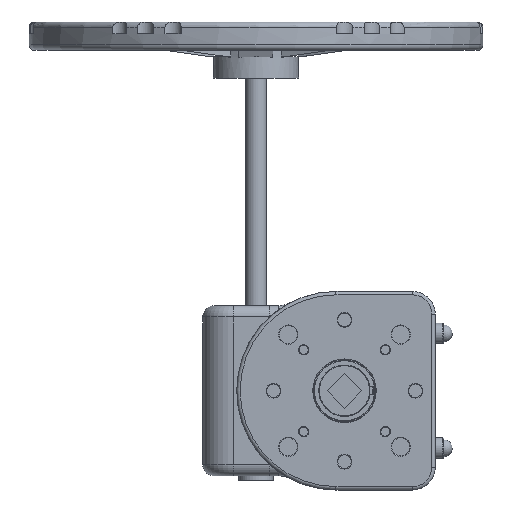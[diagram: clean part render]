
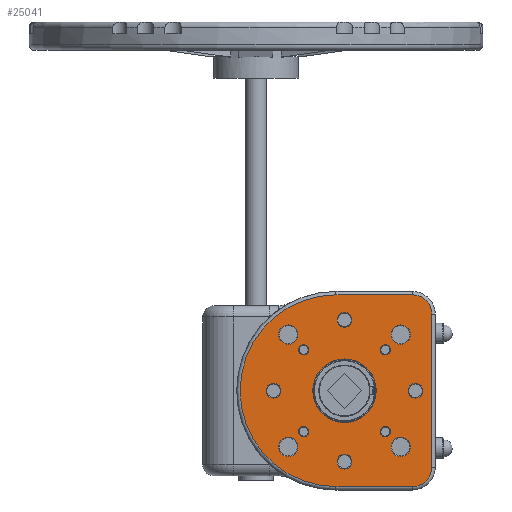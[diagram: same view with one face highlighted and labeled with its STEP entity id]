
A CAD part, front view. The second image highlights one B-rep face of the part: STEP entity #25041.
In plain terms, the highlighted face is planar.
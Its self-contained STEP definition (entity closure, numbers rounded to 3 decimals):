
#222=FACE_BOUND('',#4755,.T.);
#223=FACE_BOUND('',#4756,.T.);
#224=FACE_BOUND('',#4757,.T.);
#225=FACE_BOUND('',#4758,.T.);
#226=FACE_BOUND('',#4759,.T.);
#227=FACE_BOUND('',#4760,.T.);
#228=FACE_BOUND('',#4761,.T.);
#229=FACE_BOUND('',#4762,.T.);
#230=FACE_BOUND('',#4763,.T.);
#231=FACE_BOUND('',#4764,.T.);
#232=FACE_BOUND('',#4765,.T.);
#233=FACE_BOUND('',#4766,.T.);
#234=FACE_BOUND('',#4767,.T.);
#1833=PLANE('',#27514);
#3218=FACE_OUTER_BOUND('',#4754,.T.);
#4754=EDGE_LOOP('',(#21182,#21183,#21184,#21185,#21186,#21187));
#4755=EDGE_LOOP('',(#21188));
#4756=EDGE_LOOP('',(#21189));
#4757=EDGE_LOOP('',(#21190));
#4758=EDGE_LOOP('',(#21191));
#4759=EDGE_LOOP('',(#21192));
#4760=EDGE_LOOP('',(#21193));
#4761=EDGE_LOOP('',(#21194));
#4762=EDGE_LOOP('',(#21195));
#4763=EDGE_LOOP('',(#21196));
#4764=EDGE_LOOP('',(#21197));
#4765=EDGE_LOOP('',(#21198));
#4766=EDGE_LOOP('',(#21199));
#4767=EDGE_LOOP('',(#21200));
#6320=LINE('',#52527,#7860);
#6321=LINE('',#52531,#7861);
#6322=LINE('',#52535,#7862);
#7860=VECTOR('',#33588,10.);
#7861=VECTOR('',#33591,10.);
#7862=VECTOR('',#33594,10.);
#9091=CIRCLE('',#27511,6.5);
#9094=CIRCLE('',#27515,17.);
#9095=CIRCLE('',#27516,17.);
#9096=CIRCLE('',#27517,84.5);
#9097=CIRCLE('',#27518,6.5);
#9098=CIRCLE('',#27519,6.5);
#9099=CIRCLE('',#27520,4.5);
#9100=CIRCLE('',#27521,8.5);
#9101=CIRCLE('',#27522,4.5);
#9102=CIRCLE('',#27523,8.5);
#9103=CIRCLE('',#27524,28.);
#9104=CIRCLE('',#27525,4.5);
#9105=CIRCLE('',#27526,8.5);
#9106=CIRCLE('',#27527,4.5);
#9107=CIRCLE('',#27528,8.5);
#9108=CIRCLE('',#27529,6.5);
#11155=VERTEX_POINT('',#52517);
#11158=VERTEX_POINT('',#52525);
#11159=VERTEX_POINT('',#52526);
#11160=VERTEX_POINT('',#52528);
#11161=VERTEX_POINT('',#52530);
#11162=VERTEX_POINT('',#52532);
#11163=VERTEX_POINT('',#52534);
#11164=VERTEX_POINT('',#52537);
#11165=VERTEX_POINT('',#52539);
#11166=VERTEX_POINT('',#52541);
#11167=VERTEX_POINT('',#52543);
#11168=VERTEX_POINT('',#52545);
#11169=VERTEX_POINT('',#52547);
#11170=VERTEX_POINT('',#52549);
#11171=VERTEX_POINT('',#52551);
#11172=VERTEX_POINT('',#52553);
#11173=VERTEX_POINT('',#52555);
#11174=VERTEX_POINT('',#52557);
#11175=VERTEX_POINT('',#52559);
#14531=EDGE_CURVE('',#11155,#11155,#9091,.T.);
#14535=EDGE_CURVE('',#11158,#11159,#6320,.T.);
#14536=EDGE_CURVE('',#11160,#11158,#9094,.T.);
#14537=EDGE_CURVE('',#11161,#11160,#6321,.T.);
#14538=EDGE_CURVE('',#11162,#11161,#9095,.T.);
#14539=EDGE_CURVE('',#11163,#11162,#6322,.T.);
#14540=EDGE_CURVE('',#11159,#11163,#9096,.T.);
#14541=EDGE_CURVE('',#11164,#11164,#9097,.T.);
#14542=EDGE_CURVE('',#11165,#11165,#9098,.T.);
#14543=EDGE_CURVE('',#11166,#11166,#9099,.T.);
#14544=EDGE_CURVE('',#11167,#11167,#9100,.T.);
#14545=EDGE_CURVE('',#11168,#11168,#9101,.T.);
#14546=EDGE_CURVE('',#11169,#11169,#9102,.T.);
#14547=EDGE_CURVE('',#11170,#11170,#9103,.T.);
#14548=EDGE_CURVE('',#11171,#11171,#9104,.T.);
#14549=EDGE_CURVE('',#11172,#11172,#9105,.T.);
#14550=EDGE_CURVE('',#11173,#11173,#9106,.T.);
#14551=EDGE_CURVE('',#11174,#11174,#9107,.T.);
#14552=EDGE_CURVE('',#11175,#11175,#9108,.T.);
#21182=ORIENTED_EDGE('',*,*,#14535,.F.);
#21183=ORIENTED_EDGE('',*,*,#14536,.F.);
#21184=ORIENTED_EDGE('',*,*,#14537,.F.);
#21185=ORIENTED_EDGE('',*,*,#14538,.F.);
#21186=ORIENTED_EDGE('',*,*,#14539,.F.);
#21187=ORIENTED_EDGE('',*,*,#14540,.F.);
#21188=ORIENTED_EDGE('',*,*,#14541,.F.);
#21189=ORIENTED_EDGE('',*,*,#14542,.F.);
#21190=ORIENTED_EDGE('',*,*,#14543,.F.);
#21191=ORIENTED_EDGE('',*,*,#14544,.F.);
#21192=ORIENTED_EDGE('',*,*,#14545,.F.);
#21193=ORIENTED_EDGE('',*,*,#14546,.F.);
#21194=ORIENTED_EDGE('',*,*,#14547,.F.);
#21195=ORIENTED_EDGE('',*,*,#14548,.F.);
#21196=ORIENTED_EDGE('',*,*,#14549,.F.);
#21197=ORIENTED_EDGE('',*,*,#14550,.F.);
#21198=ORIENTED_EDGE('',*,*,#14551,.F.);
#21199=ORIENTED_EDGE('',*,*,#14552,.F.);
#21200=ORIENTED_EDGE('',*,*,#14531,.F.);
#25041=ADVANCED_FACE('',(#3218,#222,#223,#224,#225,#226,#227,#228,#229,
#230,#231,#232,#233,#234),#1833,.T.);
#27511=AXIS2_PLACEMENT_3D('',#52518,#33579,#33580);
#27514=AXIS2_PLACEMENT_3D('',#52524,#33586,#33587);
#27515=AXIS2_PLACEMENT_3D('',#52529,#33589,#33590);
#27516=AXIS2_PLACEMENT_3D('',#52533,#33592,#33593);
#27517=AXIS2_PLACEMENT_3D('',#52536,#33595,#33596);
#27518=AXIS2_PLACEMENT_3D('',#52538,#33597,#33598);
#27519=AXIS2_PLACEMENT_3D('',#52540,#33599,#33600);
#27520=AXIS2_PLACEMENT_3D('',#52542,#33601,#33602);
#27521=AXIS2_PLACEMENT_3D('',#52544,#33603,#33604);
#27522=AXIS2_PLACEMENT_3D('',#52546,#33605,#33606);
#27523=AXIS2_PLACEMENT_3D('',#52548,#33607,#33608);
#27524=AXIS2_PLACEMENT_3D('',#52550,#33609,#33610);
#27525=AXIS2_PLACEMENT_3D('',#52552,#33611,#33612);
#27526=AXIS2_PLACEMENT_3D('',#52554,#33613,#33614);
#27527=AXIS2_PLACEMENT_3D('',#52556,#33615,#33616);
#27528=AXIS2_PLACEMENT_3D('',#52558,#33617,#33618);
#27529=AXIS2_PLACEMENT_3D('',#52560,#33619,#33620);
#33579=DIRECTION('center_axis',(0.,1.,0.));
#33580=DIRECTION('ref_axis',(-1.,0.,0.));
#33586=DIRECTION('center_axis',(0.,1.,0.));
#33587=DIRECTION('ref_axis',(0.,0.,1.));
#33588=DIRECTION('',(0.,0.,-1.));
#33589=DIRECTION('center_axis',(0.,-1.,0.));
#33590=DIRECTION('ref_axis',(-0.707,0.,0.707));
#33591=DIRECTION('',(-1.,0.,0.));
#33592=DIRECTION('center_axis',(0.,-1.,0.));
#33593=DIRECTION('ref_axis',(0.707,0.,0.707));
#33594=DIRECTION('',(0.,0.,1.));
#33595=DIRECTION('center_axis',(0.,-1.,0.));
#33596=DIRECTION('ref_axis',(0.,0.,-1.));
#33597=DIRECTION('center_axis',(0.,1.,0.));
#33598=DIRECTION('ref_axis',(-1.,0.,0.));
#33599=DIRECTION('center_axis',(0.,1.,0.));
#33600=DIRECTION('ref_axis',(-1.,0.,0.));
#33601=DIRECTION('center_axis',(0.,1.,0.));
#33602=DIRECTION('ref_axis',(-1.,0.,0.));
#33603=DIRECTION('center_axis',(0.,1.,0.));
#33604=DIRECTION('ref_axis',(-1.,0.,0.));
#33605=DIRECTION('center_axis',(0.,1.,0.));
#33606=DIRECTION('ref_axis',(-1.,0.,0.));
#33607=DIRECTION('center_axis',(0.,1.,0.));
#33608=DIRECTION('ref_axis',(-1.,0.,0.));
#33609=DIRECTION('center_axis',(0.,1.,0.));
#33610=DIRECTION('ref_axis',(-1.,0.,0.));
#33611=DIRECTION('center_axis',(0.,1.,0.));
#33612=DIRECTION('ref_axis',(-1.,0.,0.));
#33613=DIRECTION('center_axis',(0.,1.,0.));
#33614=DIRECTION('ref_axis',(-1.,0.,0.));
#33615=DIRECTION('center_axis',(0.,1.,0.));
#33616=DIRECTION('ref_axis',(-1.,0.,0.));
#33617=DIRECTION('center_axis',(0.,1.,0.));
#33618=DIRECTION('ref_axis',(-1.,0.,0.));
#33619=DIRECTION('center_axis',(0.,1.,0.));
#33620=DIRECTION('ref_axis',(-1.,0.,0.));
#52517=CARTESIAN_POINT('',(6.5,20.,-55.));
#52518=CARTESIAN_POINT('Origin',(0.,20.,-55.));
#52524=CARTESIAN_POINT('Origin',(0.,20.,0.));
#52525=CARTESIAN_POINT('',(-84.5,20.,67.5));
#52526=CARTESIAN_POINT('',(-84.5,20.,0.));
#52527=CARTESIAN_POINT('',(-84.5,20.,0.));
#52528=CARTESIAN_POINT('',(-67.5,20.,84.5));
#52529=CARTESIAN_POINT('Origin',(-67.5,20.,67.5));
#52530=CARTESIAN_POINT('',(67.5,20.,84.5));
#52531=CARTESIAN_POINT('',(-43.75,20.,84.5));
#52532=CARTESIAN_POINT('',(84.5,20.,67.5));
#52533=CARTESIAN_POINT('Origin',(67.5,20.,67.5));
#52534=CARTESIAN_POINT('',(84.5,20.,0.));
#52535=CARTESIAN_POINT('',(84.5,20.,43.75));
#52536=CARTESIAN_POINT('Origin',(0.,20.,0.));
#52537=CARTESIAN_POINT('',(69.,20.,7.5));
#52538=CARTESIAN_POINT('Origin',(62.5,20.,7.5));
#52539=CARTESIAN_POINT('',(-56.,20.,7.5));
#52540=CARTESIAN_POINT('Origin',(-62.5,20.,7.5));
#52541=CARTESIAN_POINT('',(40.562,20.,43.562));
#52542=CARTESIAN_POINT('Origin',(36.062,20.,43.562));
#52543=CARTESIAN_POINT('',(57.997,20.,-41.997));
#52544=CARTESIAN_POINT('Origin',(49.497,20.,-41.997));
#52545=CARTESIAN_POINT('',(-31.562,20.,-28.562));
#52546=CARTESIAN_POINT('Origin',(-36.062,20.,-28.562));
#52547=CARTESIAN_POINT('',(-40.997,20.,56.997));
#52548=CARTESIAN_POINT('Origin',(-49.497,20.,56.997));
#52549=CARTESIAN_POINT('',(28.,20.,7.5));
#52550=CARTESIAN_POINT('Origin',(0.,20.,7.5));
#52551=CARTESIAN_POINT('',(-31.562,20.,43.562));
#52552=CARTESIAN_POINT('Origin',(-36.062,20.,43.562));
#52553=CARTESIAN_POINT('',(-40.997,20.,-41.997));
#52554=CARTESIAN_POINT('Origin',(-49.497,20.,-41.997));
#52555=CARTESIAN_POINT('',(40.562,20.,-28.562));
#52556=CARTESIAN_POINT('Origin',(36.062,20.,-28.562));
#52557=CARTESIAN_POINT('',(57.997,20.,56.997));
#52558=CARTESIAN_POINT('Origin',(49.497,20.,56.997));
#52559=CARTESIAN_POINT('',(6.5,20.,70.));
#52560=CARTESIAN_POINT('Origin',(0.,20.,70.));
